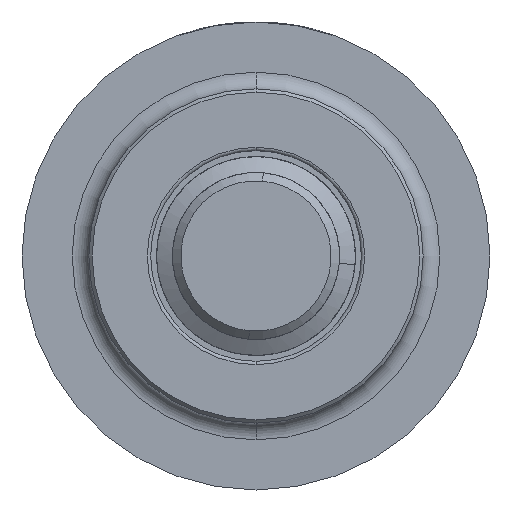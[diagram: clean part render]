
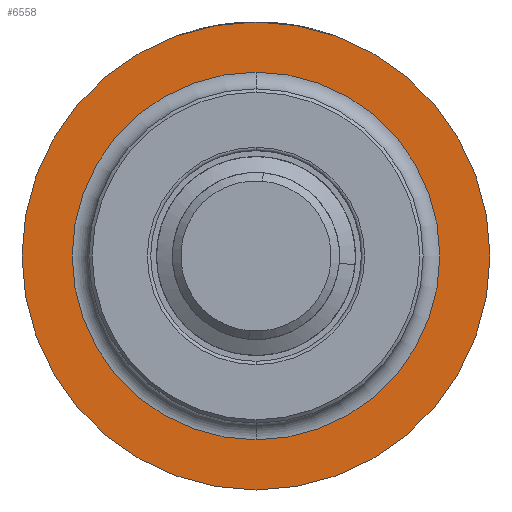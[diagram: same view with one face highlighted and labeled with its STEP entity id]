
A CAD part, front view. The second image highlights one B-rep face of the part: STEP entity #6558.
In plain terms, the highlighted planar face has unit normal (0, -1, 0).
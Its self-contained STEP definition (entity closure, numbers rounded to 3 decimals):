
#11 = DIRECTION ( 'NONE',  ( 0., 0., -1. ) ) ;
#121 = CIRCLE ( 'NONE', #1042, 11. ) ;
#185 = EDGE_CURVE ( 'NONE', #4219, #2883, #121, .T. ) ;
#340 = PLANE ( 'NONE',  #4194 ) ;
#1040 = CARTESIAN_POINT ( 'NONE',  ( 0., 7.42, 11. ) ) ;
#1042 = AXIS2_PLACEMENT_3D ( 'NONE', #3035, #5599, #8182 ) ;
#1180 = ORIENTED_EDGE ( 'NONE', *, *, #185, .F. ) ;
#1234 = FACE_BOUND ( 'NONE', #7738, .T. ) ;
#1495 = VERTEX_POINT ( 'NONE', #7375 ) ;
#1749 = VERTEX_POINT ( 'NONE', #3754 ) ;
#2038 = CIRCLE ( 'NONE', #2480, 11. ) ;
#2039 = CARTESIAN_POINT ( 'NONE',  ( 0., 7.42, 0. ) ) ;
#2202 = DIRECTION ( 'NONE',  ( 0., 0., -1. ) ) ;
#2480 = AXIS2_PLACEMENT_3D ( 'NONE', #5139, #7707, #11 ) ;
#2625 = AXIS2_PLACEMENT_3D ( 'NONE', #3872, #4488, #2684 ) ;
#2684 = DIRECTION ( 'NONE',  ( 0., 0., -1. ) ) ;
#2835 = DIRECTION ( 'NONE',  ( 0., -1., 0. ) ) ;
#2883 = VERTEX_POINT ( 'NONE', #1040 ) ;
#3014 = EDGE_LOOP ( 'NONE', ( #6694, #7230 ) ) ;
#3035 = CARTESIAN_POINT ( 'NONE',  ( 0., 7.42, 0. ) ) ;
#3754 = CARTESIAN_POINT ( 'NONE',  ( 0., 7.42, 14. ) ) ;
#3872 = CARTESIAN_POINT ( 'NONE',  ( 0., 7.42, 0. ) ) ;
#4008 = CIRCLE ( 'NONE', #2625, 14. ) ;
#4042 = CARTESIAN_POINT ( 'NONE',  ( 11., 7.42, 0. ) ) ;
#4194 = AXIS2_PLACEMENT_3D ( 'NONE', #4042, #2835, #2202 ) ;
#4219 = VERTEX_POINT ( 'NONE', #5289 ) ;
#4488 = DIRECTION ( 'NONE',  ( 0., -1., 0. ) ) ;
#4571 = EDGE_CURVE ( 'NONE', #1495, #1749, #5208, .T. ) ;
#5096 = DIRECTION ( 'NONE',  ( 0., -1., 0. ) ) ;
#5139 = CARTESIAN_POINT ( 'NONE',  ( 0., 7.42, 0. ) ) ;
#5208 = CIRCLE ( 'NONE', #6264, 14. ) ;
#5289 = CARTESIAN_POINT ( 'NONE',  ( 0., 7.42, -11. ) ) ;
#5335 = EDGE_CURVE ( 'NONE', #2883, #4219, #2038, .T. ) ;
#5599 = DIRECTION ( 'NONE',  ( 0., -1., 0. ) ) ;
#6012 = ORIENTED_EDGE ( 'NONE', *, *, #5335, .F. ) ;
#6264 = AXIS2_PLACEMENT_3D ( 'NONE', #2039, #5096, #7115 ) ;
#6558 = ADVANCED_FACE ( 'NONE', ( #6994, #1234 ), #340, .T. ) ;
#6694 = ORIENTED_EDGE ( 'NONE', *, *, #4571, .T. ) ;
#6994 = FACE_OUTER_BOUND ( 'NONE', #3014, .T. ) ;
#7115 = DIRECTION ( 'NONE',  ( 0., 0., -1. ) ) ;
#7230 = ORIENTED_EDGE ( 'NONE', *, *, #7298, .T. ) ;
#7298 = EDGE_CURVE ( 'NONE', #1749, #1495, #4008, .T. ) ;
#7375 = CARTESIAN_POINT ( 'NONE',  ( 0., 7.42, -14. ) ) ;
#7707 = DIRECTION ( 'NONE',  ( 0., -1., 0. ) ) ;
#7738 = EDGE_LOOP ( 'NONE', ( #1180, #6012 ) ) ;
#8182 = DIRECTION ( 'NONE',  ( 0., 0., -1. ) ) ;
